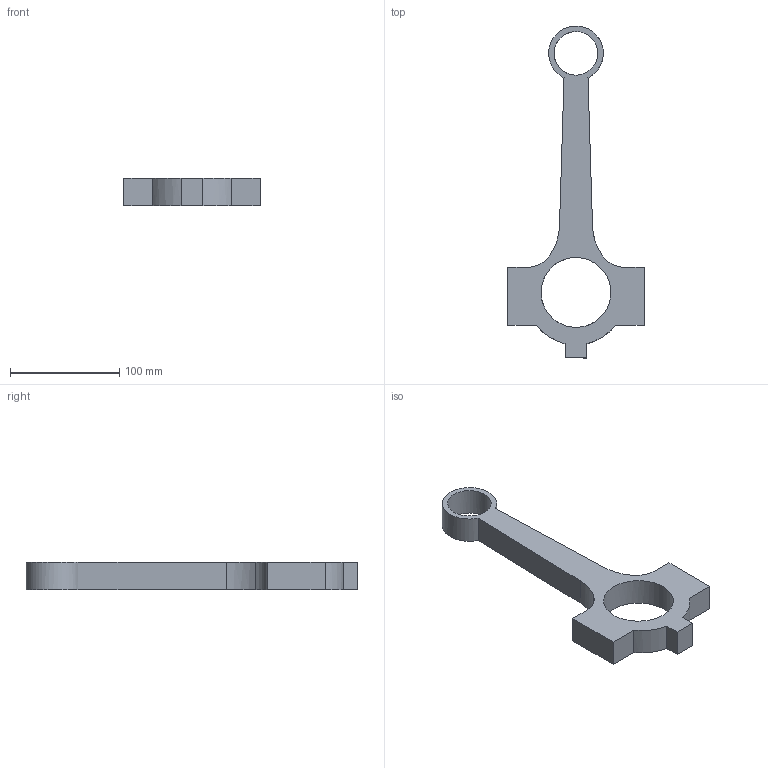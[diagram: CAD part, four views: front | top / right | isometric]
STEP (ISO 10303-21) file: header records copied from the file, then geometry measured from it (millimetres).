
FILE_DESCRIPTION(( 'STEP AP203 file generated by I-DEAS Master Series'),'2;1');
FILE_NAME('Conrod.stp','2000-04-28T09:42:45',( 'rosche'),('unspecified'),'I-DEAS Master Series 7 : Design', 'I-DEAS Master Series 7 : Design','unspecified');
FILE_SCHEMA(('CONFIG_CONTROL_DESIGN'));
Length unit declared in the file: millimetre
Bounding box: 125 x 304 x 25 mm (x, y, z)
Volume: 260233.2 mm3; surface area: 49406.7 mm2
Topology: 1 solids, 1 shells, 22 faces, 60 edges, 40 vertices
Faces by surface type: bspline 22
Entity records: 780 total; most frequent: CARTESIAN_POINT 332, ORIENTED_EDGE 120, EDGE_CURVE 60, QUASI_UNIFORM_CURVE 42, VERTEX_POINT 40, EDGE_LOOP 26, FACE_OUTER_BOUND 22, ADVANCED_FACE 22
